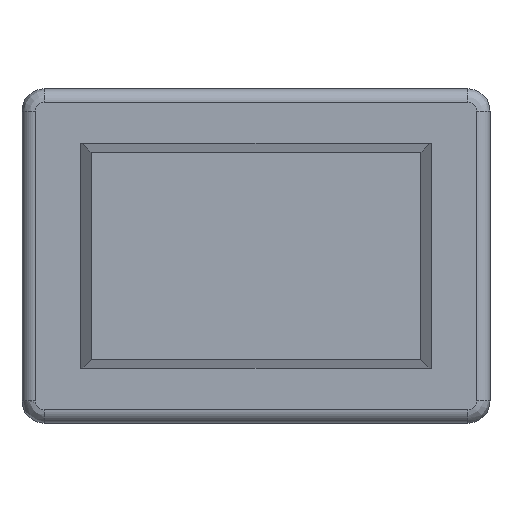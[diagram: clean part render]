
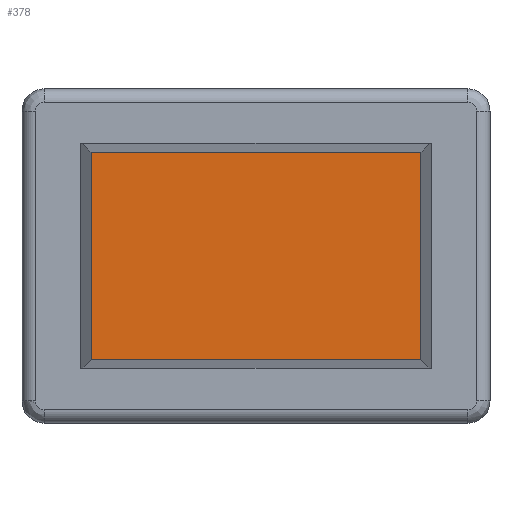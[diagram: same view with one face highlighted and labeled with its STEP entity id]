
A CAD part, top view. The second image highlights one B-rep face of the part: STEP entity #378.
In plain terms, the highlighted planar face has unit normal (0, 0, 1).
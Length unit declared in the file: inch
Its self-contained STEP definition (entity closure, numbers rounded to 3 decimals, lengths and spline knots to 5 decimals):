
#186=CARTESIAN_POINT('',(0.29134,0.18307,0.96063));
#187=VERTEX_POINT('',#186);
#194=CARTESIAN_POINT('',(0.29134,-0.18307,0.96063));
#195=VERTEX_POINT('',#194);
#196=CARTESIAN_POINT('',(0.29134,0.18307,0.96063));
#197=DIRECTION('',(0.0,-1.0,0.0));
#198=VECTOR('',#197,0.36614);
#199=LINE('',#196,#198);
#200=EDGE_CURVE('',#187,#195,#199,.T.);
#290=CARTESIAN_POINT('',(-0.29134,-0.18307,0.96063));
#291=VERTEX_POINT('',#290);
#292=CARTESIAN_POINT('',(0.29134,-0.18307,0.96063));
#293=DIRECTION('',(-1.0,0.0,0.0));
#294=VECTOR('',#293,0.58268);
#295=LINE('',#292,#294);
#296=EDGE_CURVE('',#195,#291,#295,.T.);
#319=CARTESIAN_POINT('',(-0.29134,0.18307,0.96063));
#320=VERTEX_POINT('',#319);
#321=CARTESIAN_POINT('',(-0.29134,-0.18307,0.96063));
#322=DIRECTION('',(0.0,1.0,0.0));
#323=VECTOR('',#322,0.36614);
#324=LINE('',#321,#323);
#325=EDGE_CURVE('',#291,#320,#324,.T.);
#357=CARTESIAN_POINT('',(-0.29134,0.18307,0.96063));
#358=DIRECTION('',(1.0,0.0,0.0));
#359=VECTOR('',#358,0.58268);
#360=LINE('',#357,#359);
#361=EDGE_CURVE('',#320,#187,#360,.T.);
#367=CARTESIAN_POINT('',(-0.32047,-0.20138,0.96063));
#368=DIRECTION('',(0.0,0.0,1.0));
#369=DIRECTION('',(1.0,0.0,0.0));
#370=AXIS2_PLACEMENT_3D('',#367,#368,#369);
#371=PLANE('',#370);
#372=ORIENTED_EDGE('',*,*,#200,.F.);
#373=ORIENTED_EDGE('',*,*,#361,.F.);
#374=ORIENTED_EDGE('',*,*,#325,.F.);
#375=ORIENTED_EDGE('',*,*,#296,.F.);
#376=EDGE_LOOP('',(#372,#373,#374,#375));
#377=FACE_OUTER_BOUND('',#376,.T.);
#378=ADVANCED_FACE('',(#377),#371,.T.);
